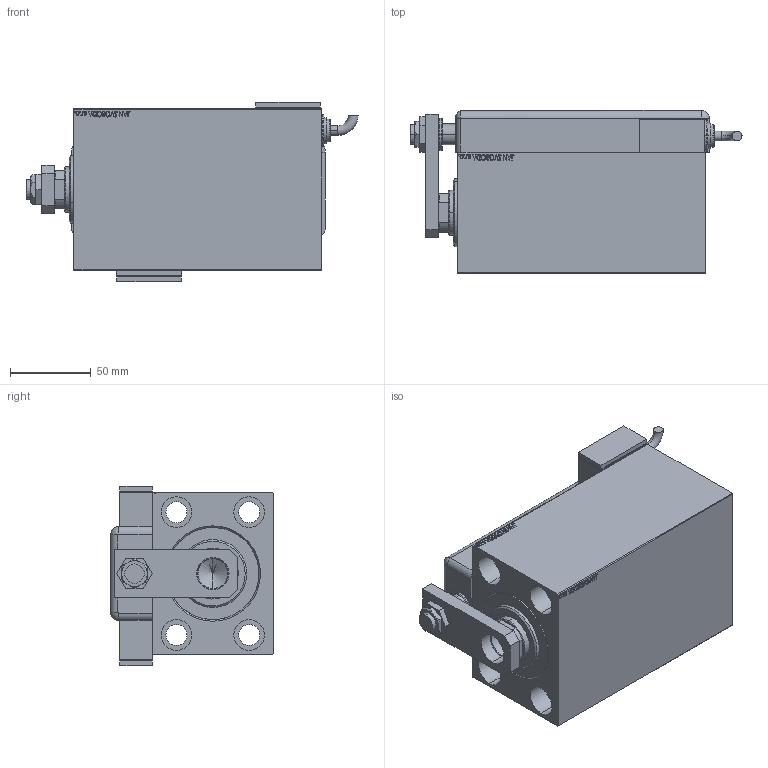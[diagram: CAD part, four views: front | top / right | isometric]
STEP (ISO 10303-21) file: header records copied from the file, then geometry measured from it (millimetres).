
FILE_DESCRIPTION (( 'STEP AP203' ), '1' );
FILE_NAME ('70c3.STEP', '2025-02-25T12:17:17', ( '' ), ( '' ), 'SwSTEP 2.0', 'SolidWorks 2019', '' );
FILE_SCHEMA (( 'CONFIG_CONTROL_DESIGN' ));
Length unit declared in the file: millimetre
Products named in the file (13): ZARAZKA_Q 50f022a412cd6325fe24ffc7722a902e; V450CM_VC_B 50f022a412cd6325fe24ffc7722a902e; V450CM_C_Body 50f022a412cd6325fe24ffc7722a902e; SWITCH_Q_FRONT_BACK 50f022a412cd6325fe24ffc7722a902e; MAGNETIC SWITCH Q 50f022a412cd6325fe24ffc7722a902e; NUT_D13 50f022a412cd6325fe24ffc7722a902e; V450CM_C_VCP 50f022a412cd6325fe24ffc7722a902e; KRYT 50f022a412cd6325fe24ffc7722a902e; NUT_D19 50f022a412cd6325fe24ffc7722a902e; SWITCH Q 50f022a412cd6325fe24ffc7722a902e; TYC 50f022a412cd6325fe24ffc7722a902e; 70c3; SWITCH DIM A_G 50f022a412cd6325fe24ffc7722a902e
Assembly tree (13 placements, depth 3):
  70c3
    V450CM_C_Body 50f022a412cd6325fe24ffc7722a902e
    V450CM_C_VCP 50f022a412cd6325fe24ffc7722a902e
    V450CM_VC_B 50f022a412cd6325fe24ffc7722a902e
    MAGNETIC SWITCH Q 50f022a412cd6325fe24ffc7722a902e
      SWITCH_Q_FRONT_BACK 50f022a412cd6325fe24ffc7722a902e
      TYC 50f022a412cd6325fe24ffc7722a902e
      ZARAZKA_Q 50f022a412cd6325fe24ffc7722a902e
      SWITCH DIM A_G 50f022a412cd6325fe24ffc7722a902e
      NUT_D19 50f022a412cd6325fe24ffc7722a902e
      NUT_D13 50f022a412cd6325fe24ffc7722a902e
      KRYT 50f022a412cd6325fe24ffc7722a902e
      SWITCH Q 50f022a412cd6325fe24ffc7722a902e  x2
Bounding box: 205.46 x 100.8 x 111 mm (x, y, z)
Volume: 1108627.9 mm3; surface area: 214491 mm2
Topology: 13 solids, 13 shells, 1239 faces, 3142 edges, 2075 vertices
Faces by surface type: plane 613, bspline 471, cylinder 109, cone 22, torus 22, sphere 2
Entity records: 59437 total; most frequent: CARTESIAN_POINT 32042, ORIENTED_EDGE 6088, DIRECTION 3832, EDGE_CURVE 3044, VERTEX_POINT 2015, VECTOR 1818, LINE 1818, EDGE_LOOP 1369
